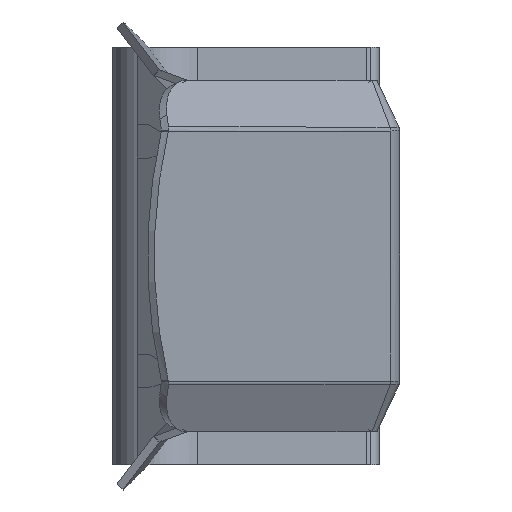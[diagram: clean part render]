
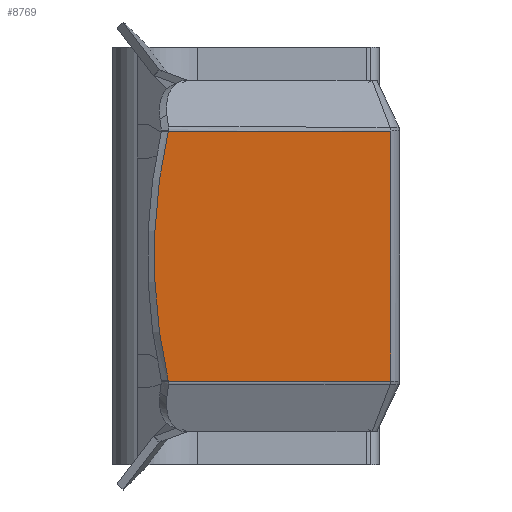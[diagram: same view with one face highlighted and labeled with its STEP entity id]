
A CAD part, left-side view. The second image highlights one B-rep face of the part: STEP entity #8769.
In plain terms, the highlighted planar face has unit normal (-0.574, -0.819, 0).
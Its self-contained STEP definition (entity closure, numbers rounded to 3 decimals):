
#528 = LINE ( 'NONE', #8348, #3671 ) ;
#683 = CARTESIAN_POINT ( 'NONE',  ( -78.72, 10.108, 5.978 ) ) ;
#1148 = CARTESIAN_POINT ( 'NONE',  ( -72.368, 5.66, 5.978 ) ) ;
#1762 = EDGE_LOOP ( 'NONE', ( #7194, #5266, #11931, #14153 ) ) ;
#2285 = CARTESIAN_POINT ( 'NONE',  ( -63.486, -0.559, 5.985 ) ) ;
#2341 = CARTESIAN_POINT ( 'NONE',  ( -78.72, 10.108, 5.978 ) ) ;
#3481 = CARTESIAN_POINT ( 'NONE',  ( -63.495, -0.553, 5.978 ) ) ;
#3532 = AXIS2_PLACEMENT_3D ( 'NONE', #3649, #11895, #4823 ) ;
#3649 = CARTESIAN_POINT ( 'NONE',  ( -66.563, 1.595, 0. ) ) ;
#3671 = VECTOR ( 'NONE', #7159, 1000. ) ;
#3820 = CIRCLE ( 'NONE', #3532, 16. ) ;
#4071 = B_SPLINE_CURVE_WITH_KNOTS ( 'NONE', 3,
 ( #12831, #2285, #3481, #11719, #4650, #12882, #5832, #14050, #7010, #15212, #8186, #1148, #9387, #2341 ),
 .UNSPECIFIED., .F., .F.,
 ( 4, 2, 1, 1, 1, 1, 1, 1, 1, 1, 4 ),
 ( 0., 0.002, 0.004, 0.008, 0.016, 0.031, 0.062, 0.125, 0.25, 0.5, 1. ),
 .UNSPECIFIED. ) ;
#4329 = FACE_OUTER_BOUND ( 'NONE', #1762, .T. ) ;
#4531 = DIRECTION ( 'NONE',  ( -0.574, -0.819, 0. ) ) ;
#4650 = CARTESIAN_POINT ( 'NONE',  ( -63.544, -0.518, 5.978 ) ) ;
#4772 = CARTESIAN_POINT ( 'NONE',  ( -63.477, -0.566, -6. ) ) ;
#4823 = DIRECTION ( 'NONE',  ( 0.819, -0.574, 0. ) ) ;
#5266 = ORIENTED_EDGE ( 'NONE', *, *, #10578, .T. ) ;
#5832 = CARTESIAN_POINT ( 'NONE',  ( -63.753, -0.373, 5.978 ) ) ;
#6621 = CARTESIAN_POINT ( 'NONE',  ( -78.713, 10.103, -6. ) ) ;
#6634 = VERTEX_POINT ( 'NONE', #14766 ) ;
#6770 = VERTEX_POINT ( 'NONE', #8072 ) ;
#6929 = VECTOR ( 'NONE', #13003, 1000. ) ;
#7010 = CARTESIAN_POINT ( 'NONE',  ( -64.587, 0.211, 5.978 ) ) ;
#7159 = DIRECTION ( 'NONE',  ( 0., 0., -1. ) ) ;
#7194 = ORIENTED_EDGE ( 'NONE', *, *, #10646, .T. ) ;
#7991 = VERTEX_POINT ( 'NONE', #683 ) ;
#8072 = CARTESIAN_POINT ( 'NONE',  ( -63.477, -0.566, 5.989 ) ) ;
#8186 = CARTESIAN_POINT ( 'NONE',  ( -67.921, 2.546, 5.978 ) ) ;
#8348 = CARTESIAN_POINT ( 'NONE',  ( -63.477, -0.566, -3.044 ) ) ;
#8769 = ADVANCED_FACE ( 'NONE', ( #4329 ), #12712, .T. ) ;
#9387 = CARTESIAN_POINT ( 'NONE',  ( -76.179, 8.329, 5.978 ) ) ;
#10102 = LINE ( 'NONE', #4772, #6929 ) ;
#10133 = AXIS2_PLACEMENT_3D ( 'NONE', #11600, #4531, #12757 ) ;
#10578 = EDGE_CURVE ( 'NONE', #12112, #6634, #10102, .T. ) ;
#10646 = EDGE_CURVE ( 'NONE', #7991, #12112, #3820, .T. ) ;
#11273 = EDGE_CURVE ( 'NONE', #6770, #7991, #4071, .T. ) ;
#11600 = CARTESIAN_POINT ( 'NONE',  ( -63.477, -0.566, 0. ) ) ;
#11719 = CARTESIAN_POINT ( 'NONE',  ( -63.515, -0.539, 5.978 ) ) ;
#11895 = DIRECTION ( 'NONE',  ( -0.574, -0.819, 0. ) ) ;
#11931 = ORIENTED_EDGE ( 'NONE', *, *, #13726, .F. ) ;
#12112 = VERTEX_POINT ( 'NONE', #6621 ) ;
#12712 = PLANE ( 'NONE',  #10133 ) ;
#12757 = DIRECTION ( 'NONE',  ( 0.819, -0.574, 0. ) ) ;
#12831 = CARTESIAN_POINT ( 'NONE',  ( -63.477, -0.566, 5.989 ) ) ;
#12882 = CARTESIAN_POINT ( 'NONE',  ( -63.614, -0.47, 5.978 ) ) ;
#13003 = DIRECTION ( 'NONE',  ( 0.819, -0.574, 0. ) ) ;
#13726 = EDGE_CURVE ( 'NONE', #6770, #6634, #528, .T. ) ;
#14050 = CARTESIAN_POINT ( 'NONE',  ( -64.031, -0.178, 5.978 ) ) ;
#14153 = ORIENTED_EDGE ( 'NONE', *, *, #11273, .T. ) ;
#14766 = CARTESIAN_POINT ( 'NONE',  ( -63.477, -0.566, -6. ) ) ;
#15212 = CARTESIAN_POINT ( 'NONE',  ( -65.698, 0.99, 5.978 ) ) ;
